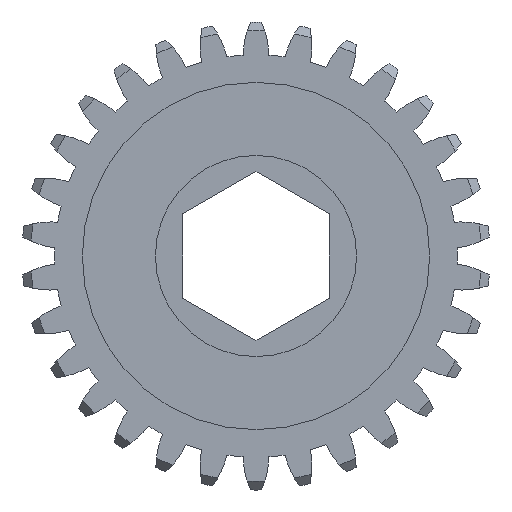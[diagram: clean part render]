
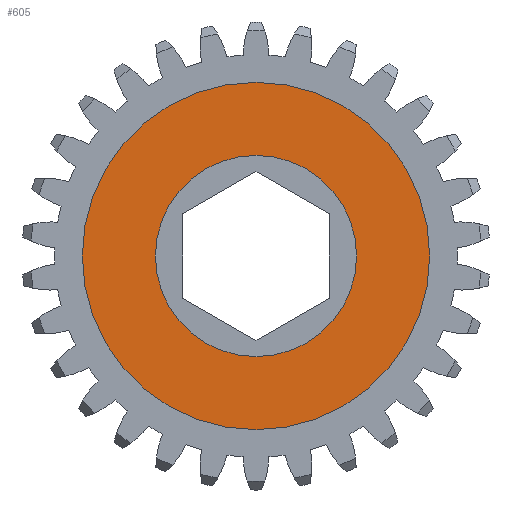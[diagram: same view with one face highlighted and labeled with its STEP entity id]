
A CAD part, left-side view. The second image highlights one B-rep face of the part: STEP entity #605.
In plain terms, the highlighted planar face has unit normal (-1, 0, 0).
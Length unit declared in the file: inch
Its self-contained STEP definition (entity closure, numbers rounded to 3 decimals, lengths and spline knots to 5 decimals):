
#59 = CARTESIAN_POINT ( 'NONE',  ( 0.1375, 0., 0. ) ) ;
#226 = ORIENTED_EDGE ( 'NONE', *, *, #6087, .F. ) ;
#260 = DIRECTION ( 'NONE',  ( 1., 0., 0. ) ) ;
#544 = DIRECTION ( 'NONE',  ( 0., 0., -1. ) ) ;
#547 = VERTEX_POINT ( 'NONE', #4065 ) ;
#605 = ADVANCED_FACE ( 'NONE', ( #5749, #804 ), #2999, .F. ) ;
#804 = FACE_BOUND ( 'NONE', #3357, .T. ) ;
#830 = CARTESIAN_POINT ( 'NONE',  ( 0.1375, 0., 0.34375 ) ) ;
#910 = DIRECTION ( 'NONE',  ( 1., 0., 0. ) ) ;
#987 = AXIS2_PLACEMENT_3D ( 'NONE', #3293, #5489, #544 ) ;
#1321 = VERTEX_POINT ( 'NONE', #830 ) ;
#1595 = AXIS2_PLACEMENT_3D ( 'NONE', #5855, #910, #3107 ) ;
#1772 = EDGE_CURVE ( 'NONE', #3015, #547, #2748, .T. ) ;
#1913 = CIRCLE ( 'NONE', #5936, 0.59375 ) ;
#2274 = DIRECTION ( 'NONE',  ( 1., 0., 0. ) ) ;
#2469 = DIRECTION ( 'NONE',  ( 0., 0., -1. ) ) ;
#2559 = CARTESIAN_POINT ( 'NONE',  ( 0.1375, 0., 0. ) ) ;
#2748 = CIRCLE ( 'NONE', #4472, 0.59375 ) ;
#2932 = EDGE_LOOP ( 'NONE', ( #226, #3657 ) ) ;
#2999 = PLANE ( 'NONE',  #3203 ) ;
#3015 = VERTEX_POINT ( 'NONE', #4755 ) ;
#3107 = DIRECTION ( 'NONE',  ( 0., 0., -1. ) ) ;
#3203 = AXIS2_PLACEMENT_3D ( 'NONE', #5211, #260, #2469 ) ;
#3293 = CARTESIAN_POINT ( 'NONE',  ( 0.1375, 0., 0. ) ) ;
#3357 = EDGE_LOOP ( 'NONE', ( #5299, #3506 ) ) ;
#3506 = ORIENTED_EDGE ( 'NONE', *, *, #6847, .T. ) ;
#3657 = ORIENTED_EDGE ( 'NONE', *, *, #1772, .F. ) ;
#3916 = EDGE_CURVE ( 'NONE', #7037, #1321, #4703, .T. ) ;
#4065 = CARTESIAN_POINT ( 'NONE',  ( 0.1375, 0., 0.59375 ) ) ;
#4110 = CIRCLE ( 'NONE', #987, 0.34375 ) ;
#4472 = AXIS2_PLACEMENT_3D ( 'NONE', #2559, #4752, #6963 ) ;
#4475 = DIRECTION ( 'NONE',  ( 0., 0., -1. ) ) ;
#4703 = CIRCLE ( 'NONE', #1595, 0.34375 ) ;
#4752 = DIRECTION ( 'NONE',  ( 1., 0., 0. ) ) ;
#4755 = CARTESIAN_POINT ( 'NONE',  ( 0.1375, 0., -0.59375 ) ) ;
#5211 = CARTESIAN_POINT ( 'NONE',  ( 0.1375, 0., 0. ) ) ;
#5299 = ORIENTED_EDGE ( 'NONE', *, *, #3916, .T. ) ;
#5489 = DIRECTION ( 'NONE',  ( 1., 0., 0. ) ) ;
#5749 = FACE_OUTER_BOUND ( 'NONE', #2932, .T. ) ;
#5855 = CARTESIAN_POINT ( 'NONE',  ( 0.1375, 0., 0. ) ) ;
#5936 = AXIS2_PLACEMENT_3D ( 'NONE', #59, #2274, #4475 ) ;
#6087 = EDGE_CURVE ( 'NONE', #547, #3015, #1913, .T. ) ;
#6847 = EDGE_CURVE ( 'NONE', #1321, #7037, #4110, .T. ) ;
#6871 = CARTESIAN_POINT ( 'NONE',  ( 0.1375, 0., -0.34375 ) ) ;
#6963 = DIRECTION ( 'NONE',  ( 0., 0., -1. ) ) ;
#7037 = VERTEX_POINT ( 'NONE', #6871 ) ;
